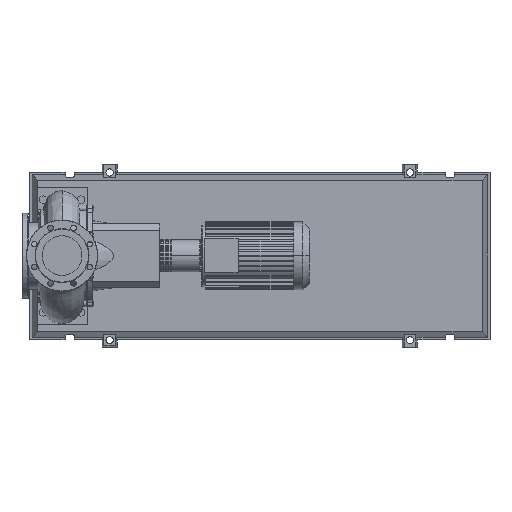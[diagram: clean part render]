
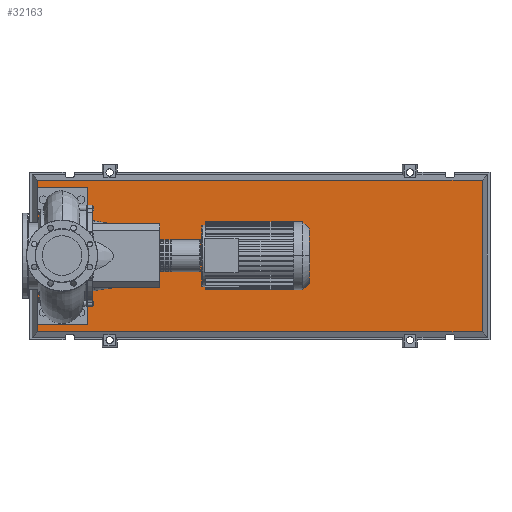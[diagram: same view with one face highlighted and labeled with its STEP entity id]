
A CAD part, top view. The second image highlights one B-rep face of the part: STEP entity #32163.
In plain terms, the highlighted planar face has unit normal (0, 0, 1).
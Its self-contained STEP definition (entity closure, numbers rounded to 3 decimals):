
#31844=CARTESIAN_POINT('',(1678.185,-303.185,123.0));
#31845=VERTEX_POINT('',#31844);
#31852=CARTESIAN_POINT('',(-98.185,-303.185,123.0));
#31853=VERTEX_POINT('',#31852);
#31854=CARTESIAN_POINT('',(1678.185,-303.185,123.0));
#31855=DIRECTION('',(-1.0,0.0,0.0));
#31856=VECTOR('',#31855,1776.37);
#31857=LINE('',#31854,#31856);
#31858=EDGE_CURVE('',#31845,#31853,#31857,.T.);
#32076=CARTESIAN_POINT('',(1678.185,303.185,123.0));
#32077=VERTEX_POINT('',#32076);
#32078=CARTESIAN_POINT('',(1678.185,303.185,123.0));
#32079=DIRECTION('',(0.0,-1.0,0.0));
#32080=VECTOR('',#32079,606.37);
#32081=LINE('',#32078,#32080);
#32082=EDGE_CURVE('',#32077,#31845,#32081,.T.);
#32100=CARTESIAN_POINT('',(-98.185,303.185,123.0));
#32101=VERTEX_POINT('',#32100);
#32102=CARTESIAN_POINT('',(-98.185,-303.185,123.0));
#32103=DIRECTION('',(0.0,1.0,0.0));
#32104=VECTOR('',#32103,606.37);
#32105=LINE('',#32102,#32104);
#32106=EDGE_CURVE('',#31853,#32101,#32105,.T.);
#32139=CARTESIAN_POINT('',(-98.185,303.185,123.0));
#32140=DIRECTION('',(1.0,0.0,0.0));
#32141=VECTOR('',#32140,1776.37);
#32142=LINE('',#32139,#32141);
#32143=EDGE_CURVE('',#32101,#32077,#32142,.T.);
#32152=CARTESIAN_POINT('',(790.,0.,123.0));
#32153=DIRECTION('',(0.0,0.0,1.0));
#32154=DIRECTION('',(1.0,0.0,0.0));
#32155=AXIS2_PLACEMENT_3D('',#32152,#32153,#32154);
#32156=PLANE('',#32155);
#32157=ORIENTED_EDGE('',*,*,#32082,.F.);
#32158=ORIENTED_EDGE('',*,*,#32143,.F.);
#32159=ORIENTED_EDGE('',*,*,#32106,.F.);
#32160=ORIENTED_EDGE('',*,*,#31858,.F.);
#32161=EDGE_LOOP('',(#32157,#32158,#32159,#32160));
#32162=FACE_OUTER_BOUND('',#32161,.T.);
#32163=ADVANCED_FACE('',(#32162),#32156,.T.);
